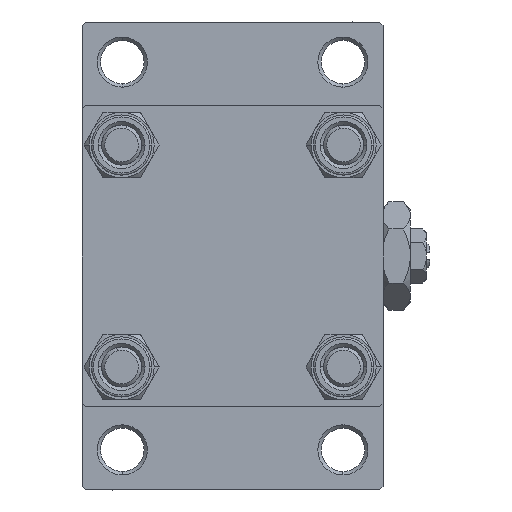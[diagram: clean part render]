
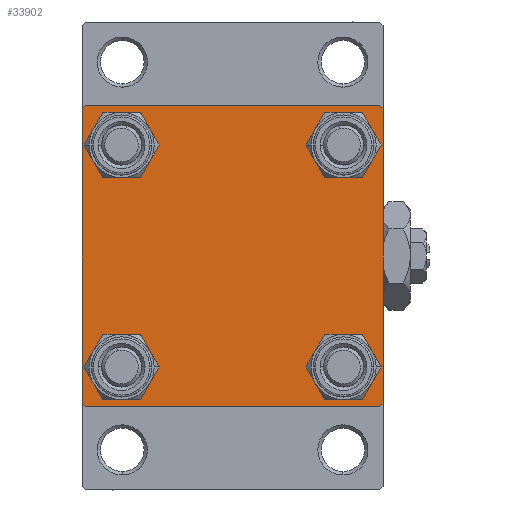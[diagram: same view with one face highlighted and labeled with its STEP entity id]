
A CAD part, left-side view. The second image highlights one B-rep face of the part: STEP entity #33902.
In plain terms, the highlighted planar face has unit normal (-1, 0, 0).
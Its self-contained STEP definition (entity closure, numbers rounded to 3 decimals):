
#98 = EDGE_CURVE ( 'NONE', #13947, #38297, #45981, .T. ) ;
#1072 = CARTESIAN_POINT ( 'NONE',  ( 0., 0., 0. ) ) ;
#1577 = FACE_BOUND ( 'NONE', #15810, .T. ) ;
#1799 = LINE ( 'NONE', #28800, #48904 ) ;
#1914 = CARTESIAN_POINT ( 'NONE',  ( 0., 22.5, -22. ) ) ;
#2055 = FACE_BOUND ( 'NONE', #28669, .T. ) ;
#2264 = EDGE_CURVE ( 'NONE', #20608, #15377, #36904, .T. ) ;
#3374 = ORIENTED_EDGE ( 'NONE', *, *, #48039, .T. ) ;
#3440 = ORIENTED_EDGE ( 'NONE', *, *, #21099, .F. ) ;
#3585 = CARTESIAN_POINT ( 'NONE',  ( 0., -22.5, 22. ) ) ;
#3945 = DIRECTION ( 'NONE',  ( 1., 0., 0. ) ) ;
#3973 = VERTEX_POINT ( 'NONE', #1914 ) ;
#4017 = ORIENTED_EDGE ( 'NONE', *, *, #40670, .T. ) ;
#4798 = PLANE ( 'NONE',  #27235 ) ;
#5441 = VERTEX_POINT ( 'NONE', #35146 ) ;
#6599 = EDGE_CURVE ( 'NONE', #22499, #31832, #20293, .T. ) ;
#7299 = EDGE_CURVE ( 'NONE', #45753, #19653, #46646, .T. ) ;
#7459 = AXIS2_PLACEMENT_3D ( 'NONE', #18828, #3945, #19069 ) ;
#7813 = EDGE_LOOP ( 'NONE', ( #15896, #37431, #9382, #8569, #3440, #47197, #26649, #15727 ) ) ;
#8273 = AXIS2_PLACEMENT_3D ( 'NONE', #11630, #33723, #15352 ) ;
#8342 = CIRCLE ( 'NONE', #36092, 3.5 ) ;
#8506 = FACE_BOUND ( 'NONE', #21468, .T. ) ;
#8569 = ORIENTED_EDGE ( 'NONE', *, *, #14420, .T. ) ;
#8843 = VECTOR ( 'NONE', #23928, 1000. ) ;
#9382 = ORIENTED_EDGE ( 'NONE', *, *, #2264, .T. ) ;
#9401 = CARTESIAN_POINT ( 'NONE',  ( 0., -22., 22.5 ) ) ;
#9404 = CARTESIAN_POINT ( 'NONE',  ( 0., 16.6, 13.1 ) ) ;
#9927 = CARTESIAN_POINT ( 'NONE',  ( 0., 22.25, -22.25 ) ) ;
#10022 = VECTOR ( 'NONE', #16361, 1000. ) ;
#10583 = ORIENTED_EDGE ( 'NONE', *, *, #38298, .T. ) ;
#10939 = CARTESIAN_POINT ( 'NONE',  ( 0., 16.6, -13.1 ) ) ;
#10984 = CARTESIAN_POINT ( 'NONE',  ( 0., -22.5, 22.5 ) ) ;
#11630 = CARTESIAN_POINT ( 'NONE',  ( 0., -16.6, 16.6 ) ) ;
#12602 = CIRCLE ( 'NONE', #18144, 3.5 ) ;
#12971 = FACE_BOUND ( 'NONE', #20792, .T. ) ;
#13250 = LINE ( 'NONE', #13724, #44118 ) ;
#13724 = CARTESIAN_POINT ( 'NONE',  ( 0., -22.25, 22.25 ) ) ;
#13947 = VERTEX_POINT ( 'NONE', #16853 ) ;
#14420 = EDGE_CURVE ( 'NONE', #15377, #39157, #29153, .T. ) ;
#14748 = DIRECTION ( 'NONE',  ( 1., 0., 0. ) ) ;
#15352 = DIRECTION ( 'NONE',  ( 0., 0., 1. ) ) ;
#15377 = VERTEX_POINT ( 'NONE', #39649 ) ;
#15727 = ORIENTED_EDGE ( 'NONE', *, *, #44061, .T. ) ;
#15810 = EDGE_LOOP ( 'NONE', ( #29001, #44063 ) ) ;
#15896 = ORIENTED_EDGE ( 'NONE', *, *, #22947, .T. ) ;
#16186 = DIRECTION ( 'NONE',  ( -1., 0., 0. ) ) ;
#16231 = DIRECTION ( 'NONE',  ( 1., 0., 0. ) ) ;
#16361 = DIRECTION ( 'NONE',  ( 0., -1., 0. ) ) ;
#16726 = EDGE_CURVE ( 'NONE', #38297, #13947, #12602, .T. ) ;
#16815 = VERTEX_POINT ( 'NONE', #30829 ) ;
#16853 = CARTESIAN_POINT ( 'NONE',  ( 0., -16.6, -20.1 ) ) ;
#17370 = LINE ( 'NONE', #9927, #45531 ) ;
#17516 = CARTESIAN_POINT ( 'NONE',  ( 0., -22.25, -22.25 ) ) ;
#17698 = VERTEX_POINT ( 'NONE', #3585 ) ;
#18144 = AXIS2_PLACEMENT_3D ( 'NONE', #18698, #45003, #47997 ) ;
#18523 = CARTESIAN_POINT ( 'NONE',  ( 0., 22.5, -22.5 ) ) ;
#18698 = CARTESIAN_POINT ( 'NONE',  ( 0., -16.6, -16.6 ) ) ;
#18828 = CARTESIAN_POINT ( 'NONE',  ( 0., 16.6, -16.6 ) ) ;
#19069 = DIRECTION ( 'NONE',  ( 0., 0., 1. ) ) ;
#19653 = VERTEX_POINT ( 'NONE', #9401 ) ;
#19801 = ORIENTED_EDGE ( 'NONE', *, *, #6599, .T. ) ;
#20047 = VERTEX_POINT ( 'NONE', #43839 ) ;
#20293 = CIRCLE ( 'NONE', #43305, 3.5 ) ;
#20448 = DIRECTION ( 'NONE',  ( 0., 0., 1. ) ) ;
#20608 = VERTEX_POINT ( 'NONE', #25251 ) ;
#20792 = EDGE_LOOP ( 'NONE', ( #4017, #3374 ) ) ;
#21099 = EDGE_CURVE ( 'NONE', #17698, #39157, #44988, .T. ) ;
#21363 = DIRECTION ( 'NONE',  ( 0., 0.707, -0.707 ) ) ;
#21468 = EDGE_LOOP ( 'NONE', ( #28370, #19801 ) ) ;
#21770 = CARTESIAN_POINT ( 'NONE',  ( 0., -16.6, 20.1 ) ) ;
#22361 = VECTOR ( 'NONE', #41377, 1000. ) ;
#22499 = VERTEX_POINT ( 'NONE', #41990 ) ;
#22947 = EDGE_CURVE ( 'NONE', #16815, #3973, #41632, .T. ) ;
#23928 = DIRECTION ( 'NONE',  ( 0., 0., -1. ) ) ;
#24124 = CARTESIAN_POINT ( 'NONE',  ( 0., 16.6, 16.6 ) ) ;
#25044 = DIRECTION ( 'NONE',  ( 0., -0.707, -0.707 ) ) ;
#25251 = CARTESIAN_POINT ( 'NONE',  ( 0., 22., -22.5 ) ) ;
#25777 = CARTESIAN_POINT ( 'NONE',  ( 0., -16.6, -13.1 ) ) ;
#25790 = CARTESIAN_POINT ( 'NONE',  ( 0., 22., 22.5 ) ) ;
#26000 = CIRCLE ( 'NONE', #28426, 3.5 ) ;
#26649 = ORIENTED_EDGE ( 'NONE', *, *, #7299, .F. ) ;
#26883 = DIRECTION ( 'NONE',  ( 0., 0., 1. ) ) ;
#27235 = AXIS2_PLACEMENT_3D ( 'NONE', #1072, #16186, #31313 ) ;
#28370 = ORIENTED_EDGE ( 'NONE', *, *, #37459, .T. ) ;
#28426 = AXIS2_PLACEMENT_3D ( 'NONE', #28883, #37061, #33339 ) ;
#28574 = DIRECTION ( 'NONE',  ( 1., 0., 0. ) ) ;
#28669 = EDGE_LOOP ( 'NONE', ( #10583, #41572 ) ) ;
#28800 = CARTESIAN_POINT ( 'NONE',  ( 0., 22.25, 22.25 ) ) ;
#28837 = CIRCLE ( 'NONE', #7459, 3.5 ) ;
#28883 = CARTESIAN_POINT ( 'NONE',  ( 0., 16.6, 16.6 ) ) ;
#29001 = ORIENTED_EDGE ( 'NONE', *, *, #16726, .T. ) ;
#29153 = LINE ( 'NONE', #17516, #31614 ) ;
#29879 = CARTESIAN_POINT ( 'NONE',  ( 0., -16.6, -16.6 ) ) ;
#30829 = CARTESIAN_POINT ( 'NONE',  ( 0., 22.5, 22. ) ) ;
#31231 = CARTESIAN_POINT ( 'NONE',  ( 0., 22.5, 22.5 ) ) ;
#31313 = DIRECTION ( 'NONE',  ( 0., 0., 1. ) ) ;
#31614 = VECTOR ( 'NONE', #39881, 1000. ) ;
#31832 = VERTEX_POINT ( 'NONE', #10939 ) ;
#32875 = CARTESIAN_POINT ( 'NONE',  ( 0., 16.6, -16.6 ) ) ;
#33339 = DIRECTION ( 'NONE',  ( 0., 0., 1. ) ) ;
#33723 = DIRECTION ( 'NONE',  ( 1., 0., 0. ) ) ;
#33902 = ADVANCED_FACE ( 'NONE', ( #2055, #1577, #8506, #12971, #38794 ), #4798, .T. ) ;
#35146 = CARTESIAN_POINT ( 'NONE',  ( 0., -16.6, 13.1 ) ) ;
#35393 = EDGE_CURVE ( 'NONE', #3973, #20608, #17370, .T. ) ;
#36092 = AXIS2_PLACEMENT_3D ( 'NONE', #24124, #28574, #39274 ) ;
#36904 = LINE ( 'NONE', #18523, #22361 ) ;
#37061 = DIRECTION ( 'NONE',  ( 1., 0., 0. ) ) ;
#37431 = ORIENTED_EDGE ( 'NONE', *, *, #35393, .T. ) ;
#37459 = EDGE_CURVE ( 'NONE', #31832, #22499, #28837, .T. ) ;
#37631 = CIRCLE ( 'NONE', #43990, 3.5 ) ;
#38297 = VERTEX_POINT ( 'NONE', #25777 ) ;
#38298 = EDGE_CURVE ( 'NONE', #43600, #5441, #41575, .T. ) ;
#38794 = FACE_OUTER_BOUND ( 'NONE', #7813, .T. ) ;
#39157 = VERTEX_POINT ( 'NONE', #41322 ) ;
#39208 = VERTEX_POINT ( 'NONE', #9404 ) ;
#39274 = DIRECTION ( 'NONE',  ( 0., 0., 1. ) ) ;
#39385 = EDGE_CURVE ( 'NONE', #5441, #43600, #37631, .T. ) ;
#39649 = CARTESIAN_POINT ( 'NONE',  ( 0., -22., -22.5 ) ) ;
#39881 = DIRECTION ( 'NONE',  ( 0., -0.707, 0.707 ) ) ;
#40670 = EDGE_CURVE ( 'NONE', #20047, #39208, #8342, .T. ) ;
#41280 = DIRECTION ( 'NONE',  ( 0., 0., -1. ) ) ;
#41322 = CARTESIAN_POINT ( 'NONE',  ( 0., -22.5, -22. ) ) ;
#41377 = DIRECTION ( 'NONE',  ( 0., -1., 0. ) ) ;
#41562 = DIRECTION ( 'NONE',  ( 1., 0., 0. ) ) ;
#41572 = ORIENTED_EDGE ( 'NONE', *, *, #39385, .T. ) ;
#41575 = CIRCLE ( 'NONE', #8273, 3.5 ) ;
#41632 = LINE ( 'NONE', #42802, #8843 ) ;
#41990 = CARTESIAN_POINT ( 'NONE',  ( 0., 16.6, -20.1 ) ) ;
#42018 = AXIS2_PLACEMENT_3D ( 'NONE', #29879, #41562, #26883 ) ;
#42798 = CARTESIAN_POINT ( 'NONE',  ( 0., -16.6, 16.6 ) ) ;
#42802 = CARTESIAN_POINT ( 'NONE',  ( 0., 22.5, 22.5 ) ) ;
#42899 = VECTOR ( 'NONE', #41280, 1000. ) ;
#43305 = AXIS2_PLACEMENT_3D ( 'NONE', #32875, #14748, #45033 ) ;
#43545 = DIRECTION ( 'NONE',  ( 0., 0.707, 0.707 ) ) ;
#43600 = VERTEX_POINT ( 'NONE', #21770 ) ;
#43814 = EDGE_CURVE ( 'NONE', #17698, #19653, #13250, .T. ) ;
#43839 = CARTESIAN_POINT ( 'NONE',  ( 0., 16.6, 20.1 ) ) ;
#43990 = AXIS2_PLACEMENT_3D ( 'NONE', #42798, #16231, #20448 ) ;
#44061 = EDGE_CURVE ( 'NONE', #45753, #16815, #1799, .T. ) ;
#44063 = ORIENTED_EDGE ( 'NONE', *, *, #98, .T. ) ;
#44118 = VECTOR ( 'NONE', #43545, 1000. ) ;
#44988 = LINE ( 'NONE', #10984, #42899 ) ;
#45003 = DIRECTION ( 'NONE',  ( 1., 0., 0. ) ) ;
#45033 = DIRECTION ( 'NONE',  ( 0., 0., 1. ) ) ;
#45531 = VECTOR ( 'NONE', #25044, 1000. ) ;
#45753 = VERTEX_POINT ( 'NONE', #25790 ) ;
#45981 = CIRCLE ( 'NONE', #42018, 3.5 ) ;
#46646 = LINE ( 'NONE', #31231, #10022 ) ;
#47197 = ORIENTED_EDGE ( 'NONE', *, *, #43814, .T. ) ;
#47997 = DIRECTION ( 'NONE',  ( 0., 0., 1. ) ) ;
#48039 = EDGE_CURVE ( 'NONE', #39208, #20047, #26000, .T. ) ;
#48904 = VECTOR ( 'NONE', #21363, 1000. ) ;
